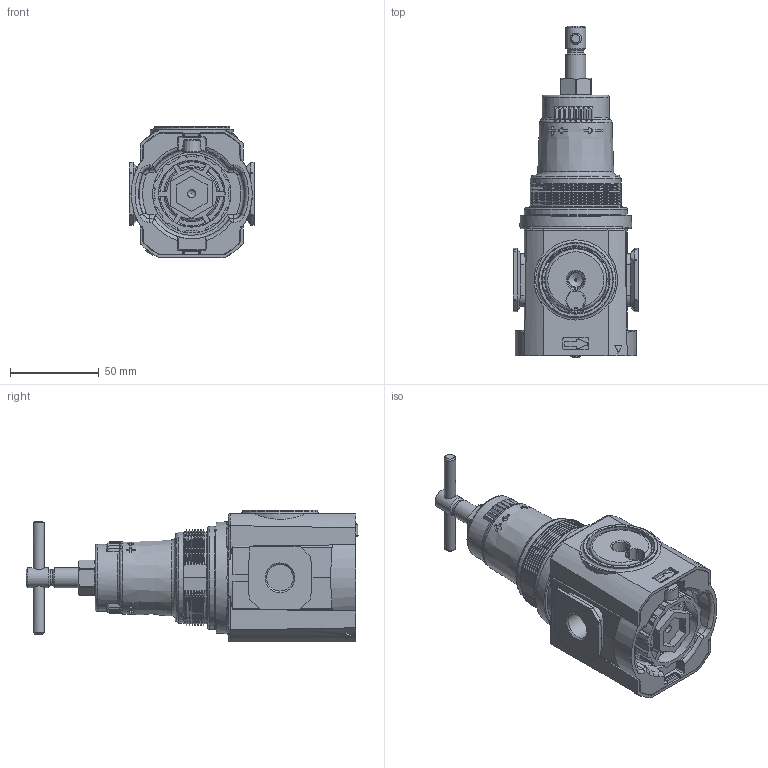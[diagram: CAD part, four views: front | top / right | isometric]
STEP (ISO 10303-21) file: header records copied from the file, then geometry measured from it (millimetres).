
FILE_DESCRIPTION( ( 'STEP AP214' ), '1' );
FILE_NAME( 'R84G-3GT-RSN(0).stp', '2019-03-05T17:06:24', ( '' ), ( '' ), ' ', 'PARTsolutions', ' ' );
FILE_SCHEMA( ( 'AUTOMOTIVE_DESIGN { 1 0 10303 214 1 1 1 1 }' ) );
Length unit declared in the file: millimetre
Products named in the file (6): R84G-3GT-RSN(0); _840011-3-G-R84G; _840036-65_R84G; _4327-89; _840030-50; _840100-01
Assembly tree (5 placements, depth 2):
  R84G-3GT-RSN(0)
    _840011-3-G-R84G
    _840036-65_R84G
    _4327-89
    _840030-50
    _840100-01
Bounding box: 70.25 x 186.53 x 74 mm (x, y, z)
Volume: 370096 mm3; surface area: 99689.7 mm2
Topology: 4 solids, 5 shells, 1218 faces, 3378 edges, 2224 vertices
Faces by surface type: plane 539, cylinder 375, torus 160, cone 139, bspline 4, sphere 1
Full cylindrical faces by diameter (mm): 4 x2, 5.64 x1, 6.27 x2, 7.6 x2, 9.12 x1, 10 x1, 11.11 x2, 13.88 x1, 14.95 x2, 16.46 x1, 21.6 x1, 29.4 x2, 32.6 x1, 33.18 x1, 37.8 x1, 44 x1, 51 x2, 51.4 x1, 58 x2, 59 x1
Entity records: 52115 total; most frequent: CARTESIAN_POINT 12316, ORIENTED_EDGE 6442, DIRECTION 5959, EDGE_CURVE 3221, AXIS2_PLACEMENT_3D 2312, VERTEX_POINT 2199, EDGE_LOOP 1412, LINE 1335
